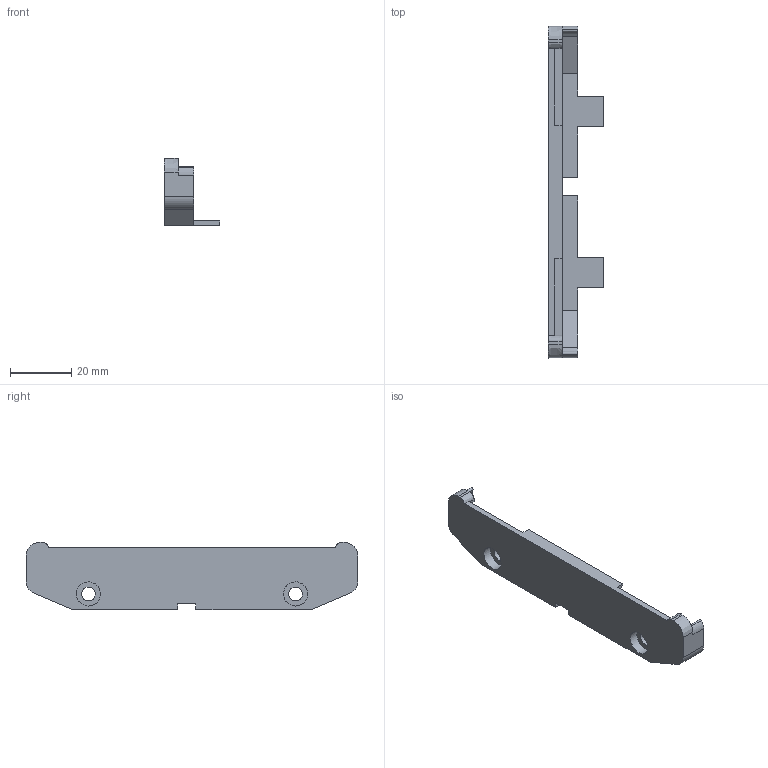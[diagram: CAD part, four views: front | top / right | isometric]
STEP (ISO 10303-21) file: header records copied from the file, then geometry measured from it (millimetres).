
FILE_DESCRIPTION(('CATIA V5 STEP Exchange','CAx-IF Rec.Pracs.--- Model Styling and Organization---1.5--- 2016-08-15','CAx-IF Rec.Pracs.---Supplemental Geometry---1.0---2011-11-01','CAx-IF Rec.Pracs.--- Composite Materials ---1.1---2010-07-15'),'2;1');
FILE_NAME ('D1396947_2', '2024-09-16T07:31:21+00:00', ('none'), ('Weidmueller'), 'CATIA Version 5-6 Release 2022 SP4 HF5', 'CATIA V5 STEP AP214 v3', 'none');
FILE_SCHEMA(('AUTOMOTIVE_DESIGN { 1 0 10303 214 1 1 1 1 }'));
Length unit declared in the file: millimetre
Products named in the file (1): S3D_AP_100_D_OR
Bounding box: 18 x 108.2 x 21.9 mm (x, y, z)
Volume: 9519 mm3; surface area: 7423.4 mm2
Topology: 1 solids, 1 shells, 75 faces, 238 edges, 167 vertices
Faces by surface type: plane 49, cylinder 19, extrusion 7
Entity records: 2892 total; most frequent: CARTESIAN_POINT 771, ORIENTED_EDGE 476, DIRECTION 320, EDGE_CURVE 238, VECTOR 188, LINE 181, VERTEX_POINT 167, AXIS2_PLACEMENT_3D 84
